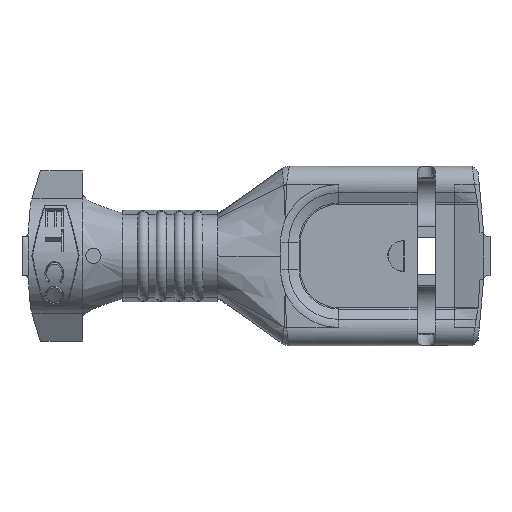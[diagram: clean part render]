
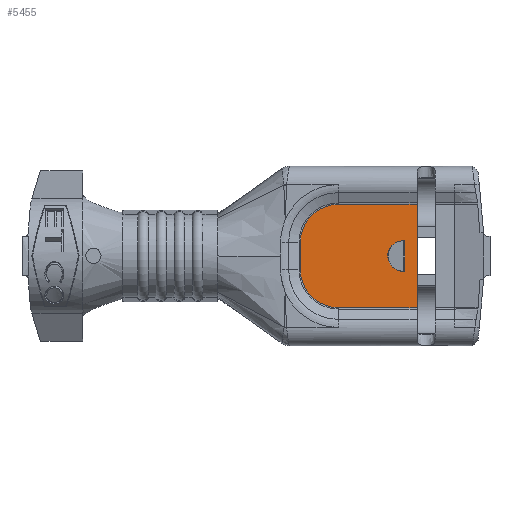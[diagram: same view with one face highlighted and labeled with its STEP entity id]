
A CAD part, front view. The second image highlights one B-rep face of the part: STEP entity #5455.
In plain terms, the highlighted planar face has unit normal (0, -1, 0).
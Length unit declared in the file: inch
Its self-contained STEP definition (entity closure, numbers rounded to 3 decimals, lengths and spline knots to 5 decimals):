
#67 = CARTESIAN_POINT ( 'NONE',  ( -0.2395, 0., -0.085 ) ) ;
#198 = CARTESIAN_POINT ( 'NONE',  ( -0.14609, 0., -0.02664 ) ) ;
#386 = EDGE_CURVE ( 'NONE', #13587, #3795, #13181, .T. ) ;
#642 = LINE ( 'NONE', #5090, #4655 ) ;
#739 = EDGE_CURVE ( 'NONE', #8656, #7806, #3085, .T. ) ;
#1080 = CARTESIAN_POINT ( 'NONE',  ( -0.302, 0., -0.085 ) ) ;
#1339 = EDGE_LOOP ( 'NONE', ( #12297, #8418, #1701 ) ) ;
#1450 = CARTESIAN_POINT ( 'NONE',  ( -0.15816, 0., 0.01599 ) ) ;
#1528 = CIRCLE ( 'NONE', #6617, 0.0625 ) ;
#1701 = ORIENTED_EDGE ( 'NONE', *, *, #386, .F. ) ;
#2106 = VERTEX_POINT ( 'NONE', #67 ) ;
#2160 = AXIS2_PLACEMENT_3D ( 'NONE', #14479, #15730, #8372 ) ;
#2671 = CARTESIAN_POINT ( 'NONE',  ( -0.13, 0., 0.02484 ) ) ;
#2692 = VECTOR ( 'NONE', #8622, 39.37008 ) ;
#2830 = DIRECTION ( 'NONE',  ( 1., 0., 0. ) ) ;
#3031 = VERTEX_POINT ( 'NONE', #15543 ) ;
#3085 = LINE ( 'NONE', #7402, #2692 ) ;
#3368 = VECTOR ( 'NONE', #10146, 39.37008 ) ;
#3482 = ORIENTED_EDGE ( 'NONE', *, *, #4541, .T. ) ;
#3674 = FACE_OUTER_BOUND ( 'NONE', #8362, .T. ) ;
#3758 = LINE ( 'NONE', #6215, #3368 ) ;
#3795 = VERTEX_POINT ( 'NONE', #10906 ) ;
#3838 = DIRECTION ( 'NONE',  ( 0., -1., 0. ) ) ;
#3910 = CARTESIAN_POINT ( 'NONE',  ( -0.15816, 0., 0. ) ) ;
#4155 = VERTEX_POINT ( 'NONE', #8191 ) ;
#4238 = EDGE_CURVE ( 'NONE', #3031, #6451, #11575, .T. ) ;
#4425 = EDGE_CURVE ( 'NONE', #13587, #4155, #642, .T. ) ;
#4541 = EDGE_CURVE ( 'NONE', #2106, #8656, #15433, .T. ) ;
#4655 = VECTOR ( 'NONE', #5046, 39.37008 ) ;
#4860 = CARTESIAN_POINT ( 'NONE',  ( -0.2395, 0., -0.0225 ) ) ;
#5046 = DIRECTION ( 'NONE',  ( 0., 0., -1. ) ) ;
#5090 = CARTESIAN_POINT ( 'NONE',  ( -0.13, 0., 0. ) ) ;
#5455 = ADVANCED_FACE ( 'NONE', ( #6170, #3674 ), #5882, .T. ) ;
#5591 = EDGE_CURVE ( 'NONE', #3795, #4155, #6854, .T. ) ;
#5617 = VECTOR ( 'NONE', #2830, 39.37008 ) ;
#5882 = PLANE ( 'NONE',  #2160 ) ;
#5955 = CARTESIAN_POINT ( 'NONE',  ( -0.13, 0., 0.02484 ) ) ;
#6102 = DIRECTION ( 'NONE',  ( 0., 0., -1. ) ) ;
#6170 = FACE_BOUND ( 'NONE', #1339, .T. ) ;
#6215 = CARTESIAN_POINT ( 'NONE',  ( -0.2395, 0., 0.085 ) ) ;
#6300 = CARTESIAN_POINT ( 'NONE',  ( -0.15816, 0., -0.01599 ) ) ;
#6328 = CARTESIAN_POINT ( 'NONE',  ( -0.14609, 0., 0.02664 ) ) ;
#6451 = VERTEX_POINT ( 'NONE', #7474 ) ;
#6617 = AXIS2_PLACEMENT_3D ( 'NONE', #11191, #3838, #12426 ) ;
#6854 =( BOUNDED_CURVE ( )  B_SPLINE_CURVE ( 3, ( #9950, #6300, #198, #8778 ),
 .UNSPECIFIED., .F., .F. ) 
 B_SPLINE_CURVE_WITH_KNOTS ( ( 4, 4 ),
 ( 3.14159, 4.82526 ),
 .UNSPECIFIED. ) 
 CURVE ( )  GEOMETRIC_REPRESENTATION_ITEM ( )  RATIONAL_B_SPLINE_CURVE ( ( 1., 0.777, 0.777, 1. ) ) 
 REPRESENTATION_ITEM ( '' )  );
#7032 = EDGE_CURVE ( 'NONE', #6451, #2106, #15764, .T. ) ;
#7155 = EDGE_CURVE ( 'NONE', #8229, #3031, #1528, .T. ) ;
#7402 = CARTESIAN_POINT ( 'NONE',  ( -0.11, 0., -0.135 ) ) ;
#7474 = CARTESIAN_POINT ( 'NONE',  ( -0.302, 0., -0.0225 ) ) ;
#7806 = VERTEX_POINT ( 'NONE', #11395 ) ;
#8191 = CARTESIAN_POINT ( 'NONE',  ( -0.13, 0., -0.02484 ) ) ;
#8229 = VERTEX_POINT ( 'NONE', #8907 ) ;
#8362 = EDGE_LOOP ( 'NONE', ( #15219, #15567, #9535, #10265, #3482, #13392 ) ) ;
#8372 = DIRECTION ( 'NONE',  ( 0., 0., -1. ) ) ;
#8418 = ORIENTED_EDGE ( 'NONE', *, *, #5591, .F. ) ;
#8622 = DIRECTION ( 'NONE',  ( 0., 0., 1. ) ) ;
#8656 = VERTEX_POINT ( 'NONE', #12909 ) ;
#8706 = VECTOR ( 'NONE', #9663, 39.37008 ) ;
#8778 = CARTESIAN_POINT ( 'NONE',  ( -0.13, 0., -0.02484 ) ) ;
#8907 = CARTESIAN_POINT ( 'NONE',  ( -0.2395, 0., 0.085 ) ) ;
#9535 = ORIENTED_EDGE ( 'NONE', *, *, #4238, .T. ) ;
#9663 = DIRECTION ( 'NONE',  ( 0., 0., -1. ) ) ;
#9950 = CARTESIAN_POINT ( 'NONE',  ( -0.15816, 0., 0. ) ) ;
#10146 = DIRECTION ( 'NONE',  ( 1., 0., 0. ) ) ;
#10265 = ORIENTED_EDGE ( 'NONE', *, *, #7032, .T. ) ;
#10906 = CARTESIAN_POINT ( 'NONE',  ( -0.15816, 0., 0. ) ) ;
#11123 = EDGE_CURVE ( 'NONE', #8229, #7806, #3758, .T. ) ;
#11191 = CARTESIAN_POINT ( 'NONE',  ( -0.2395, 0., 0.0225 ) ) ;
#11395 = CARTESIAN_POINT ( 'NONE',  ( -0.11, 0., 0.085 ) ) ;
#11416 = CARTESIAN_POINT ( 'NONE',  ( -0.2395, 0., -0.085 ) ) ;
#11575 = LINE ( 'NONE', #1080, #8706 ) ;
#12297 = ORIENTED_EDGE ( 'NONE', *, *, #4425, .T. ) ;
#12426 = DIRECTION ( 'NONE',  ( 0., 0., 1. ) ) ;
#12909 = CARTESIAN_POINT ( 'NONE',  ( -0.11, 0., -0.085 ) ) ;
#13181 =( BOUNDED_CURVE ( )  B_SPLINE_CURVE ( 3, ( #2671, #6328, #1450, #3910 ),
 .UNSPECIFIED., .F., .F. ) 
 B_SPLINE_CURVE_WITH_KNOTS ( ( 4, 4 ),
 ( 1.45792, 3.14159 ),
 .UNSPECIFIED. ) 
 CURVE ( )  GEOMETRIC_REPRESENTATION_ITEM ( )  RATIONAL_B_SPLINE_CURVE ( ( 1., 0.777, 0.777, 1. ) ) 
 REPRESENTATION_ITEM ( '' )  );
#13392 = ORIENTED_EDGE ( 'NONE', *, *, #739, .T. ) ;
#13446 = DIRECTION ( 'NONE',  ( 0., -1., 0. ) ) ;
#13587 = VERTEX_POINT ( 'NONE', #5955 ) ;
#14479 = CARTESIAN_POINT ( 'NONE',  ( -0.2395, 0., -0.085 ) ) ;
#15150 = AXIS2_PLACEMENT_3D ( 'NONE', #4860, #13446, #6102 ) ;
#15219 = ORIENTED_EDGE ( 'NONE', *, *, #11123, .F. ) ;
#15433 = LINE ( 'NONE', #11416, #5617 ) ;
#15543 = CARTESIAN_POINT ( 'NONE',  ( -0.302, 0., 0.0225 ) ) ;
#15567 = ORIENTED_EDGE ( 'NONE', *, *, #7155, .T. ) ;
#15730 = DIRECTION ( 'NONE',  ( 0., -1., 0. ) ) ;
#15764 = CIRCLE ( 'NONE', #15150, 0.0625 ) ;
